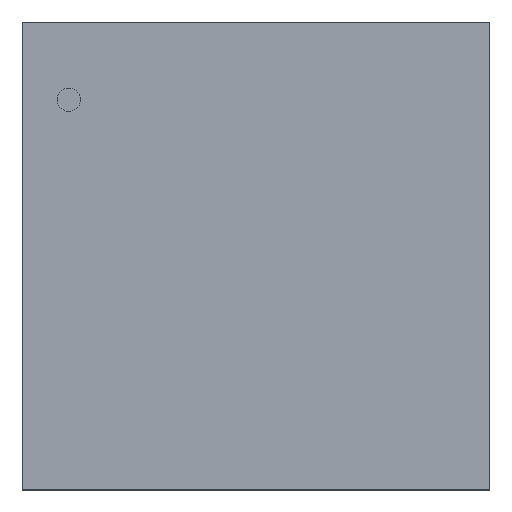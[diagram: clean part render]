
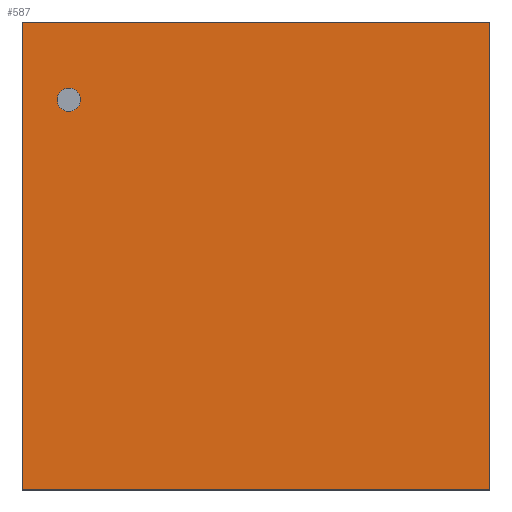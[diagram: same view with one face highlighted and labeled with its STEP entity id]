
A CAD part, top view. The second image highlights one B-rep face of the part: STEP entity #587.
In plain terms, the highlighted planar face has unit normal (0, 0, 1).
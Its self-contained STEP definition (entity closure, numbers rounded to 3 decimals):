
#5 = VERTEX_POINT ( 'NONE', #2088 ) ;
#62 = ORIENTED_EDGE ( 'NONE', *, *, #436, .F. ) ;
#248 = VECTOR ( 'NONE', #1221, 1000. ) ;
#260 = VERTEX_POINT ( 'NONE', #1331 ) ;
#271 = EDGE_CURVE ( 'NONE', #5, #2225, #1326, .T. ) ;
#397 = DIRECTION ( 'NONE',  ( 1., 0., 0. ) ) ;
#436 = EDGE_CURVE ( 'NONE', #595, #5, #1711, .T. ) ;
#437 = DIRECTION ( 'NONE',  ( 0., -1., 0. ) ) ;
#493 = VECTOR ( 'NONE', #1674, 1000. ) ;
#513 = EDGE_LOOP ( 'NONE', ( #1522, #2034, #62, #1744 ) ) ;
#587 = ADVANCED_FACE ( 'NONE', ( #2228 ), #1785, .T. ) ;
#588 = CARTESIAN_POINT ( 'NONE',  ( -1.499, -1.499, 0.762 ) ) ;
#595 = VERTEX_POINT ( 'NONE', #2268 ) ;
#680 = CARTESIAN_POINT ( 'NONE',  ( -1.499, 1.499, 0.762 ) ) ;
#881 = DIRECTION ( 'NONE',  ( -1., 0., 0. ) ) ;
#1058 = CARTESIAN_POINT ( 'NONE',  ( 1.499, 1.499, 0.762 ) ) ;
#1221 = DIRECTION ( 'NONE',  ( 1., 0., 0. ) ) ;
#1282 = LINE ( 'NONE', #1058, #248 ) ;
#1303 = CARTESIAN_POINT ( 'NONE',  ( 1.499, -1.499, 0.762 ) ) ;
#1326 = LINE ( 'NONE', #680, #493 ) ;
#1331 = CARTESIAN_POINT ( 'NONE',  ( 1.499, 1.499, 0.762 ) ) ;
#1522 = ORIENTED_EDGE ( 'NONE', *, *, #1592, .F. ) ;
#1557 = CARTESIAN_POINT ( 'NONE',  ( -1.499, -1.499, 0.762 ) ) ;
#1592 = EDGE_CURVE ( 'NONE', #2225, #260, #1282, .T. ) ;
#1614 = DIRECTION ( 'NONE',  ( 0., 0., 1. ) ) ;
#1674 = DIRECTION ( 'NONE',  ( 0., 1., 0. ) ) ;
#1711 = LINE ( 'NONE', #1557, #2262 ) ;
#1730 = VECTOR ( 'NONE', #437, 1000. ) ;
#1744 = ORIENTED_EDGE ( 'NONE', *, *, #1882, .F. ) ;
#1785 = PLANE ( 'NONE',  #2196 ) ;
#1876 = CARTESIAN_POINT ( 'NONE',  ( -1.499, 1.499, 0.762 ) ) ;
#1882 = EDGE_CURVE ( 'NONE', #260, #595, #2217, .T. ) ;
#2034 = ORIENTED_EDGE ( 'NONE', *, *, #271, .F. ) ;
#2088 = CARTESIAN_POINT ( 'NONE',  ( -1.499, -1.499, 0.762 ) ) ;
#2196 = AXIS2_PLACEMENT_3D ( 'NONE', #588, #1614, #397 ) ;
#2217 = LINE ( 'NONE', #1303, #1730 ) ;
#2225 = VERTEX_POINT ( 'NONE', #1876 ) ;
#2228 = FACE_OUTER_BOUND ( 'NONE', #513, .T. ) ;
#2262 = VECTOR ( 'NONE', #881, 1000. ) ;
#2268 = CARTESIAN_POINT ( 'NONE',  ( 1.499, -1.499, 0.762 ) ) ;
